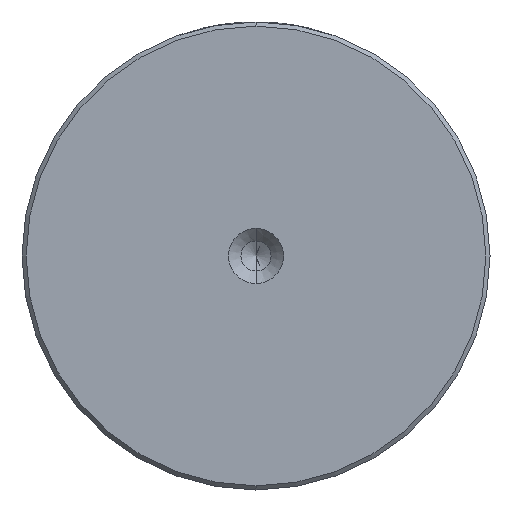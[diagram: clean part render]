
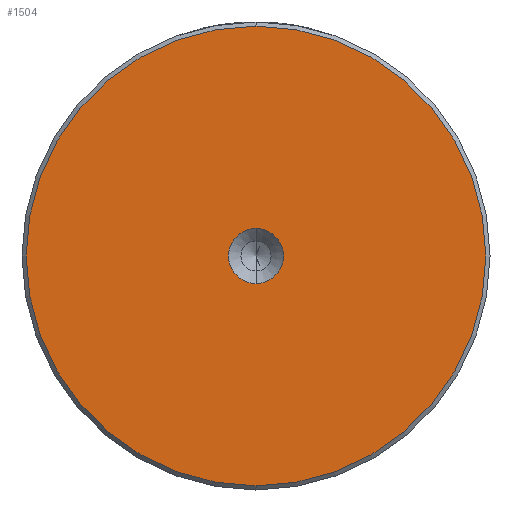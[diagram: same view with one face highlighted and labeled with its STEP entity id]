
A CAD part, left-side view. The second image highlights one B-rep face of the part: STEP entity #1504.
In plain terms, the highlighted planar face has unit normal (-1, 0, 0).
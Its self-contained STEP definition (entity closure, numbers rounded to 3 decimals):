
#33 = FACE_OUTER_BOUND ( 'NONE', #2508, .T. ) ;
#141 = CIRCLE ( 'NONE', #627, 3.3 ) ;
#226 = AXIS2_PLACEMENT_3D ( 'NONE', #2048, #703, #2273 ) ;
#269 = CIRCLE ( 'NONE', #1181, 3.3 ) ;
#330 = CARTESIAN_POINT ( 'NONE',  ( 0., 0., -27.5 ) ) ;
#627 = AXIS2_PLACEMENT_3D ( 'NONE', #2445, #1112, #2664 ) ;
#703 = DIRECTION ( 'NONE',  ( -1., 0., 0. ) ) ;
#730 = ORIENTED_EDGE ( 'NONE', *, *, #1734, .F. ) ;
#767 = VERTEX_POINT ( 'NONE', #330 ) ;
#788 = CARTESIAN_POINT ( 'NONE',  ( 0., 0., -3.3 ) ) ;
#845 = EDGE_LOOP ( 'NONE', ( #730, #905 ) ) ;
#870 = CARTESIAN_POINT ( 'NONE',  ( 0., 0., 0. ) ) ;
#905 = ORIENTED_EDGE ( 'NONE', *, *, #1964, .F. ) ;
#949 = DIRECTION ( 'NONE',  ( -1., 0., 0. ) ) ;
#991 = AXIS2_PLACEMENT_3D ( 'NONE', #2281, #949, #2500 ) ;
#1097 = DIRECTION ( 'NONE',  ( 0., 0., 1. ) ) ;
#1112 = DIRECTION ( 'NONE',  ( -1., 0., 0. ) ) ;
#1181 = AXIS2_PLACEMENT_3D ( 'NONE', #870, #2430, #1097 ) ;
#1243 = CIRCLE ( 'NONE', #226, 27.5 ) ;
#1357 = DIRECTION ( 'NONE',  ( -1., 0., 0. ) ) ;
#1392 = ORIENTED_EDGE ( 'NONE', *, *, #2826, .T. ) ;
#1430 = VERTEX_POINT ( 'NONE', #2887 ) ;
#1486 = EDGE_CURVE ( 'NONE', #1430, #767, #1243, .T. ) ;
#1504 = ADVANCED_FACE ( 'NONE', ( #33, #1759 ), #1822, .T. ) ;
#1696 = VERTEX_POINT ( 'NONE', #788 ) ;
#1734 = EDGE_CURVE ( 'NONE', #2607, #1696, #141, .T. ) ;
#1759 = FACE_BOUND ( 'NONE', #845, .T. ) ;
#1803 = ORIENTED_EDGE ( 'NONE', *, *, #1486, .T. ) ;
#1822 = PLANE ( 'NONE',  #991 ) ;
#1931 = CARTESIAN_POINT ( 'NONE',  ( 0., 0., 3.3 ) ) ;
#1964 = EDGE_CURVE ( 'NONE', #1696, #2607, #269, .T. ) ;
#2048 = CARTESIAN_POINT ( 'NONE',  ( 0., 0., 0. ) ) ;
#2273 = DIRECTION ( 'NONE',  ( 0., 0., 1. ) ) ;
#2281 = CARTESIAN_POINT ( 'NONE',  ( 0., 0., 0. ) ) ;
#2430 = DIRECTION ( 'NONE',  ( -1., 0., 0. ) ) ;
#2445 = CARTESIAN_POINT ( 'NONE',  ( 0., 0., 0. ) ) ;
#2500 = DIRECTION ( 'NONE',  ( 0., 0., 1. ) ) ;
#2508 = EDGE_LOOP ( 'NONE', ( #1392, #1803 ) ) ;
#2553 = AXIS2_PLACEMENT_3D ( 'NONE', #2683, #1357, #2895 ) ;
#2607 = VERTEX_POINT ( 'NONE', #1931 ) ;
#2664 = DIRECTION ( 'NONE',  ( 0., 0., 1. ) ) ;
#2683 = CARTESIAN_POINT ( 'NONE',  ( 0., 0., 0. ) ) ;
#2725 = CIRCLE ( 'NONE', #2553, 27.5 ) ;
#2826 = EDGE_CURVE ( 'NONE', #767, #1430, #2725, .T. ) ;
#2887 = CARTESIAN_POINT ( 'NONE',  ( 0., 0., 27.5 ) ) ;
#2895 = DIRECTION ( 'NONE',  ( 0., 0., 1. ) ) ;
